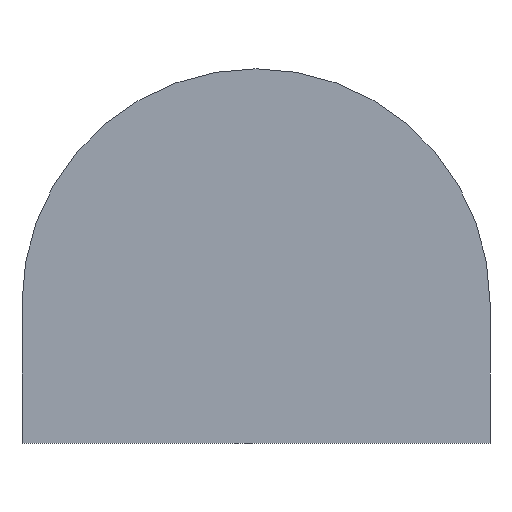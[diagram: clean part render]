
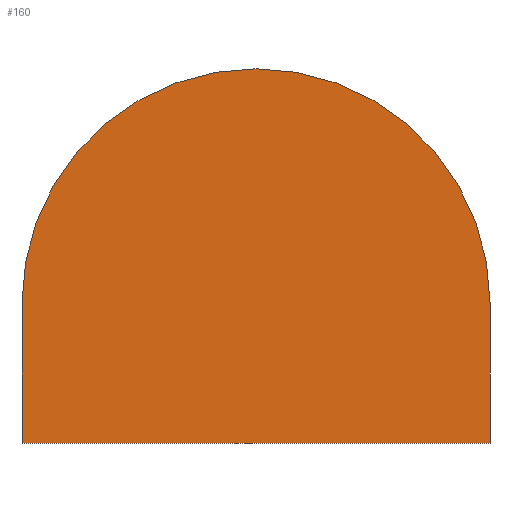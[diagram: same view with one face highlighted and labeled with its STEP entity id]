
A CAD part, front view. The second image highlights one B-rep face of the part: STEP entity #160.
In plain terms, the highlighted planar face has unit normal (0, -1, 0).
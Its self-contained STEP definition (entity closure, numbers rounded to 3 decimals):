
#7 = CARTESIAN_POINT ( 'NONE',  ( 7.5, 0., 0. ) ) ;
#18 = AXIS2_PLACEMENT_3D ( 'NONE', #211, #108, #201 ) ;
#20 = CARTESIAN_POINT ( 'NONE',  ( 7.5, 0., -6. ) ) ;
#21 = DIRECTION ( 'NONE',  ( 0., 0., 1. ) ) ;
#33 = EDGE_CURVE ( 'NONE', #209, #179, #194, .T. ) ;
#37 = LINE ( 'NONE', #7, #120 ) ;
#38 = ORIENTED_EDGE ( 'NONE', *, *, #233, .T. ) ;
#41 = VECTOR ( 'NONE', #172, 1000. ) ;
#53 = VECTOR ( 'NONE', #105, 1000. ) ;
#60 = DIRECTION ( 'NONE',  ( 0., 0., 1. ) ) ;
#62 = CARTESIAN_POINT ( 'NONE',  ( -7.5, 0., -6. ) ) ;
#66 = VERTEX_POINT ( 'NONE', #20 ) ;
#69 = LINE ( 'NONE', #114, #41 ) ;
#84 = ORIENTED_EDGE ( 'NONE', *, *, #33, .T. ) ;
#91 = FACE_OUTER_BOUND ( 'NONE', #136, .T. ) ;
#95 = PLANE ( 'NONE',  #18 ) ;
#98 = CARTESIAN_POINT ( 'NONE',  ( 7.5, 0., -1.5 ) ) ;
#105 = DIRECTION ( 'NONE',  ( 0., 0., -1. ) ) ;
#107 = CARTESIAN_POINT ( 'NONE',  ( -7.5, 0., 0. ) ) ;
#108 = DIRECTION ( 'NONE',  ( 0., 1., 0. ) ) ;
#114 = CARTESIAN_POINT ( 'NONE',  ( 0., 0., -6. ) ) ;
#120 = VECTOR ( 'NONE', #21, 1000. ) ;
#136 = EDGE_LOOP ( 'NONE', ( #38, #196, #84, #149 ) ) ;
#138 = CARTESIAN_POINT ( 'NONE',  ( -7.5, 0., -1.5 ) ) ;
#149 = ORIENTED_EDGE ( 'NONE', *, *, #208, .T. ) ;
#160 = ADVANCED_FACE ( 'NONE', ( #91 ), #95, .F. ) ;
#163 = CARTESIAN_POINT ( 'NONE',  ( 0., 0., -1.5 ) ) ;
#172 = DIRECTION ( 'NONE',  ( 1., 0., 0. ) ) ;
#179 = VERTEX_POINT ( 'NONE', #62 ) ;
#181 = EDGE_CURVE ( 'NONE', #231, #209, #215, .T. ) ;
#192 = DIRECTION ( 'NONE',  ( 0., -1., 0. ) ) ;
#194 = LINE ( 'NONE', #107, #53 ) ;
#196 = ORIENTED_EDGE ( 'NONE', *, *, #181, .T. ) ;
#201 = DIRECTION ( 'NONE',  ( 1., 0., 0. ) ) ;
#208 = EDGE_CURVE ( 'NONE', #179, #66, #69, .T. ) ;
#209 = VERTEX_POINT ( 'NONE', #138 ) ;
#211 = CARTESIAN_POINT ( 'NONE',  ( 0., 0., 0. ) ) ;
#215 = CIRCLE ( 'NONE', #222, 7.5 ) ;
#222 = AXIS2_PLACEMENT_3D ( 'NONE', #163, #192, #60 ) ;
#231 = VERTEX_POINT ( 'NONE', #98 ) ;
#233 = EDGE_CURVE ( 'NONE', #66, #231, #37, .T. ) ;
